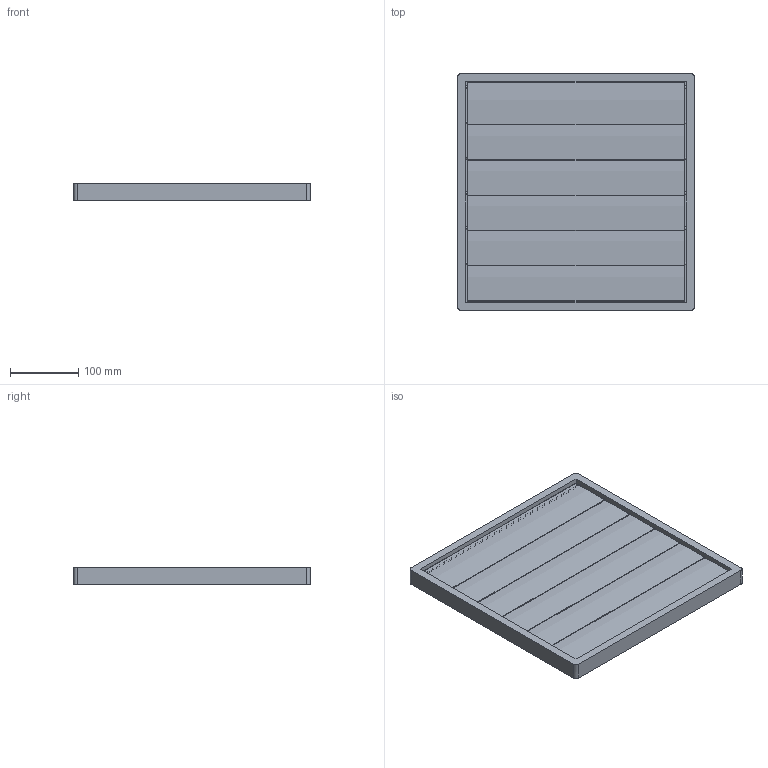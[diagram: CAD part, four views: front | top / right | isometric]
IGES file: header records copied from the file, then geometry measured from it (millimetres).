
Global section: file name: AS 30 Ex; native system: AutoCAD 2022 - Deutsch (German); preprocessor: Autodesk Translation Framework DWG producer (atf_dwg_producer); organization: unknown; date: 20230913.084947; units: millimetre
Bounding box: 346 x 346 x 25 mm (x, y, z)
Volume: 372967.8 mm3; surface area: 494069.8 mm2
Topology: 19 solids, 19 shells, 466 faces, 1150 edges, 726 vertices
Faces by surface type: bspline 466
